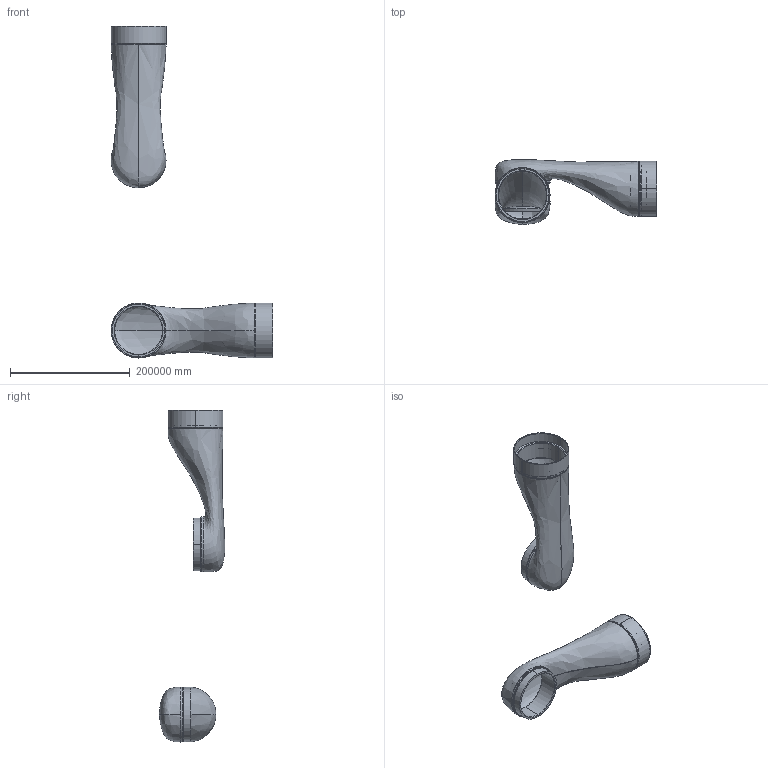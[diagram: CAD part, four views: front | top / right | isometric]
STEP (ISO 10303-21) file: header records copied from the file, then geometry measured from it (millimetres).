
FILE_DESCRIPTION(('FreeCAD Model'),'2;1');
FILE_NAME('Open CASCADE Shape Model','2025-03-02T14:46:45',(''),(''), 'Open CASCADE STEP processor 7.8','FreeCAD','Unknown');
FILE_SCHEMA(('AUTOMOTIVE_DESIGN { 1 0 10303 214 1 1 1 1 }'));
Length unit declared in the file: metre
Products named in the file (3): Unnamed; GEN3 SIMPLIFIED HALF ARM 1; GEN3 SIMPLIFIED HalfArm1
Assembly tree (3 placements, depth 3):
  Unnamed
    GEN3 SIMPLIFIED HALF ARM 1
    GEN3 SIMPLIFIED HalfArm1
      GEN3 SIMPLIFIED HALF ARM 1
Bounding box: 270800.05 x 109646.64 x 555600.05 mm (x, y, z)
Volume: 277550206799018.8 mm3; surface area: 301055941270 mm2
Topology: 8 solids, 8 shells, 148 faces, 912 edges, 2616 vertices
Faces by surface type: cylinder 56, cone 48, plane 28, bspline 8, torus 8
Entity records: 34811 total; most frequent: CARTESIAN_POINT 30256, DIRECTION 808, AXIS2_PLACEMENT_3D 326, GEOMETRIC_CURVE_SET 305, ORIENTED_EDGE 304, TRIMMED_CURVE 304, CIRCLE 252, LINE 156
